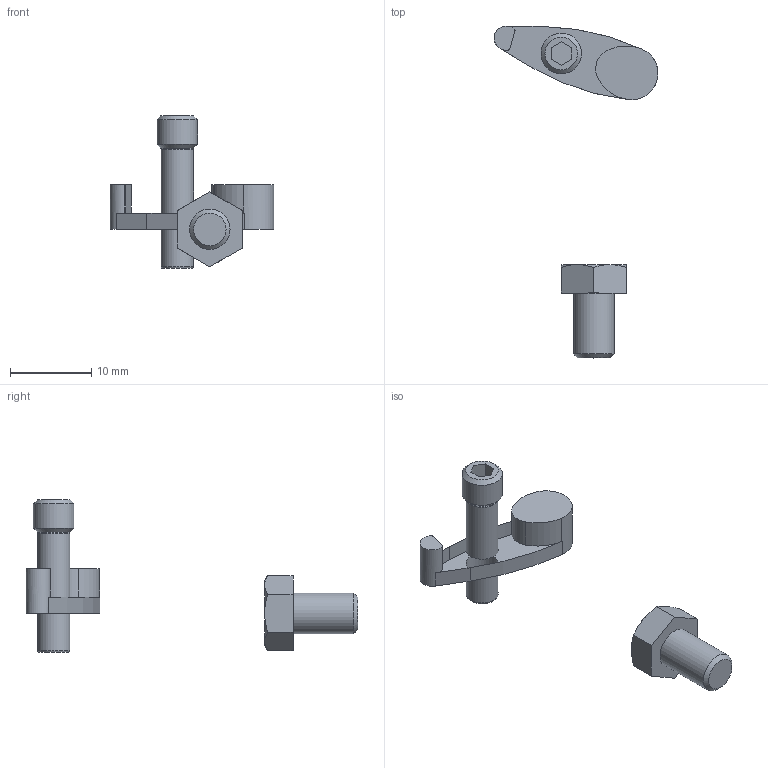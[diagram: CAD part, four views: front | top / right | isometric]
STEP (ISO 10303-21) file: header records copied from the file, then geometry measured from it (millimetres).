
FILE_DESCRIPTION(/* description */ ('STEP AP214'),/* implementation_level */ '2;1');
FILE_NAME(/* name */ '8097332_DADP-TL-F3-32',/* time_stamp */ '2024-08-13T14:21:34+02:00',/* author */ ('License CC BY-ND 4.0'),/* organization */ ('CADENAS'),/* preprocessor_version */ 'ST-DEVELOPER v19.3',/* originating_system */ 'PARTsolutions',/* authorisation */ ' ');
FILE_SCHEMA (('AUTOMOTIVE_DESIGN {1 0 10303 214 3 1 1}'));
Length unit declared in the file: millimetre
Products named in the file (3): 8097332 DADP-TL-F3-32---(high); - DFST-32---(mechanical high 2s); 8097332 DADP-TL-F3-32---(high)_l
Assembly tree (2 placements, depth 2):
  8097332 DADP-TL-F3-32---(high)
    - DFST-32---(mechanical high 2s)
    8097332 DADP-TL-F3-32---(high)_l
Bounding box: 20.2 x 40.91 x 18.8 mm (x, y, z)
Volume: 965.9 mm3; surface area: 1019.5 mm2
Topology: 2 solids, 2 shells, 50 faces, 114 edges, 73 vertices
Faces by surface type: plane 26, cylinder 13, cone 9, torus 2
Full cylindrical faces by diameter (mm): 4 x2, 5 x2
Entity records: 1431 total; most frequent: CARTESIAN_POINT 263, DIRECTION 238, ORIENTED_EDGE 206, EDGE_CURVE 103, AXIS2_PLACEMENT_3D 94, VERTEX_POINT 71, EDGE_LOOP 64, FACE_BOUND 64
